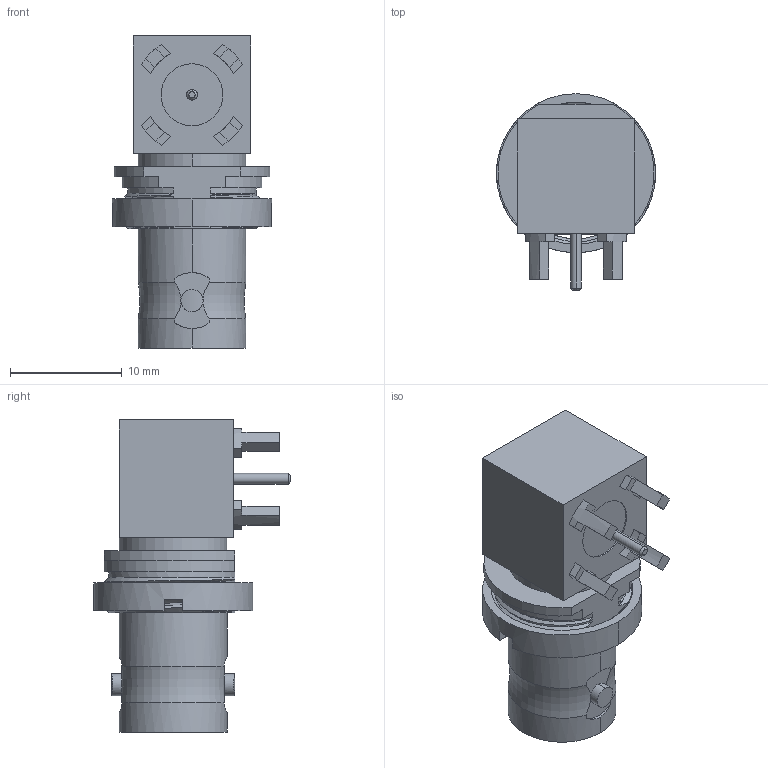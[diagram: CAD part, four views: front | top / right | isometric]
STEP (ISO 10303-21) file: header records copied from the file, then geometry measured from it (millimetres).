
FILE_DESCRIPTION((''),'2;1');
FILE_NAME('B6252P4-001-NT10G-75_SW0001','2019-12-13T',('Viji'),(''),'CREO PARAMETRIC BY PTC INC, 2018360','CREO PARAMETRIC BY PTC INC, 2018360','');
FILE_SCHEMA(('CONFIG_CONTROL_DESIGN'));
Length unit declared in the file: inch
Products named in the file (1): B6252P4-001-NT10G-75_SW0001
Bounding box: 14.22 x 17.59 x 27.89 mm (x, y, z)
Volume: 2306.5 mm3; surface area: 2048.1 mm2
Topology: 1 solids, 1 shells, 180 faces, 516 edges, 336 vertices
Faces by surface type: plane 81, cylinder 47, bspline 30, cone 20, torus 2
Entity records: 9658 total; most frequent: CARTESIAN_POINT 5176, ORIENTED_EDGE 1028, DIRECTION 793, EDGE_CURVE 514, VERTEX_POINT 336, AXIS2_PLACEMENT_3D 288, VECTOR 217, LINE 217
